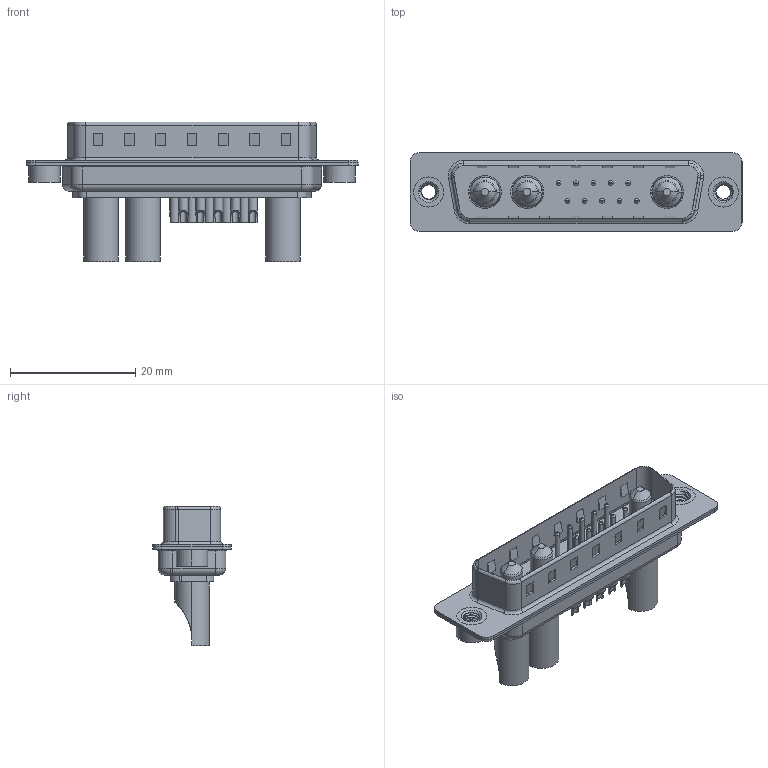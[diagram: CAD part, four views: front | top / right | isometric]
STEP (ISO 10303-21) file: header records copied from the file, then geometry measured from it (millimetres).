
FILE_DESCRIPTION (( 'STEP AP203' ), '1' );
FILE_NAME ('627-13W3622-4NA.STEP', '2019-05-26T16:52:59', ( '' ), ( '' ), 'SwSTEP 2.0', 'SolidWorks 2016', '' );
FILE_SCHEMA (( 'CONFIG_CONTROL_DESIGN' ));
Length unit declared in the file: millimetre
Products named in the file (9): 627Combo Shell Front_25 Contacts; 627Combo Threaded Rivet_A; Power Pin_40A SC; 627Combo Threaded Rivet_2; 627Combo Contact Row 1_22; 627Combo Contact Row 2_22; 627-13W3622-4NA; 627Combo Housing_13W3; 627Combo Shell Rear_25 Contacts
Assembly tree (18 placements, depth 2):
  627-13W3622-4NA
    627Combo Housing_13W3
    627Combo Shell Rear_25 Contacts
    627Combo Shell Front_25 Contacts
    627Combo Threaded Rivet_A
    Power Pin_40A SC  x3
    627Combo Threaded Rivet_2
    627Combo Contact Row 1_22  x5
    627Combo Contact Row 2_22  x5
Bounding box: 53 x 12.6 x 22.3 mm (x, y, z)
Volume: 3061.1 mm3; surface area: 7247.2 mm2
Topology: 21 solids, 21 shells, 874 faces, 2082 edges, 1281 vertices
Faces by surface type: cylinder 358, plane 297, torus 156, cone 51, bspline 12
Entity records: 21259 total; most frequent: CARTESIAN_POINT 6369, DIRECTION 2994, ORIENTED_EDGE 2756, EDGE_CURVE 1378, AXIS2_PLACEMENT_3D 1144, VERTEX_POINT 871, VECTOR 706, LINE 706
